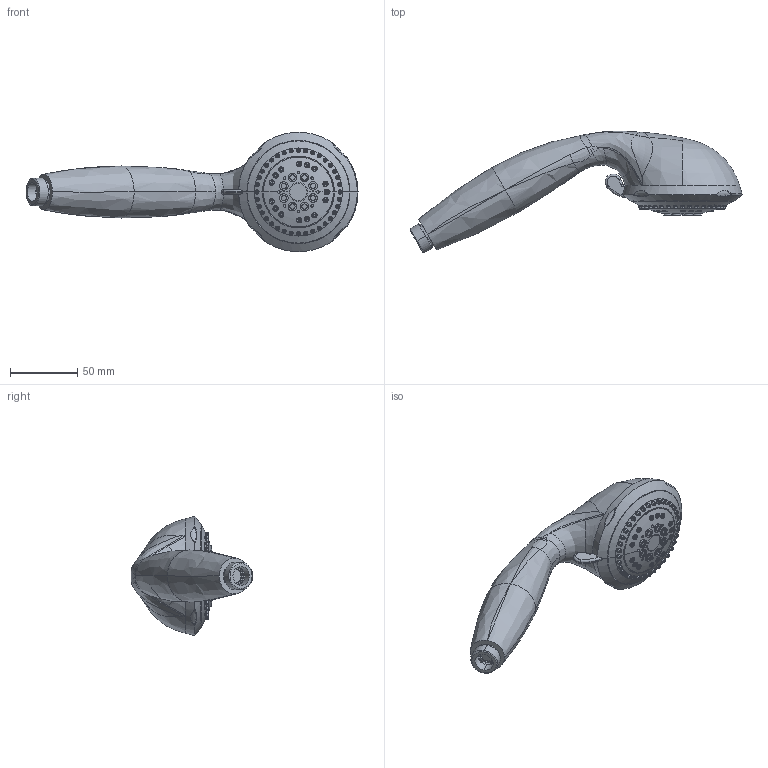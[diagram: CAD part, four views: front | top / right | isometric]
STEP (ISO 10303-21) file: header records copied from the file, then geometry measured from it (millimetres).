
FILE_DESCRIPTION((''),'2;1');
FILE_NAME('ZDOC077CR','2021-11-15T08:32:37',('ut3'),('PAFFONI SpA'),'CREO PARAMETRIC BY PTC INC, 2020044','CREO PARAMETRIC BY PTC INC, 2020044','');
FILE_SCHEMA(('CONFIG_CONTROL_DESIGN','SHAPE_APPEARANCE_LAYERS_GROUPS'));
Length unit declared in the file: millimetre
Products named in the file (1): ZDOC077CR
Bounding box: 246.97 x 90.43 x 88.69 mm (x, y, z)
Volume: 376053 mm3; surface area: 48985.2 mm2
Topology: 3 solids, 3 shells, 671 faces, 1480 edges, 940 vertices
Faces by surface type: cylinder 226, bspline 133, torus 111, plane 83, cone 82, sphere 36
Entity records: 29901 total; most frequent: CARTESIAN_POINT 11271, ORIENTED_EDGE 2956, DIRECTION 2703, EDGE_CURVE 1478, AXIS2_PLACEMENT_3D 1219, VERTEX_POINT 940, EDGE_LOOP 798, CIRCLE 681
